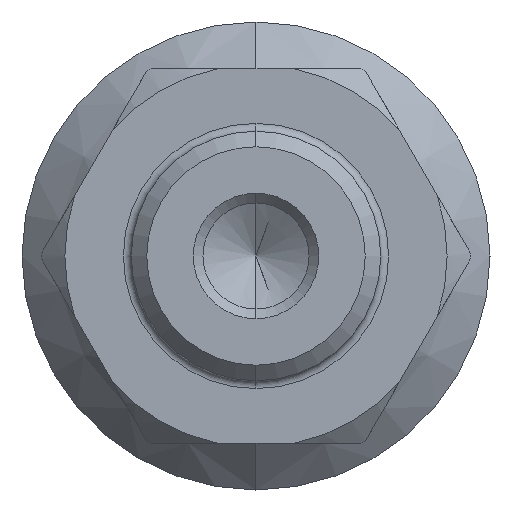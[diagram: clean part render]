
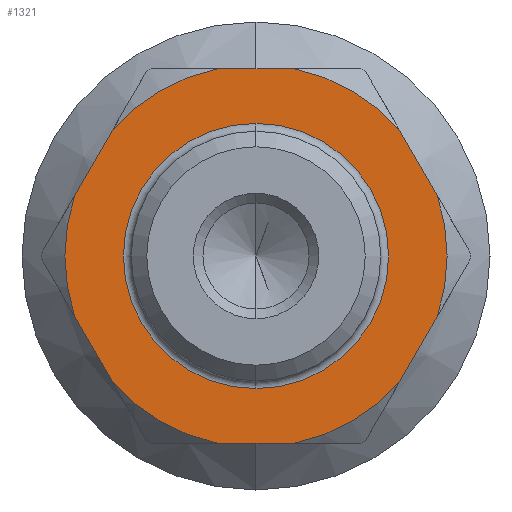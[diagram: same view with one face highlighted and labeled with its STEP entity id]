
A CAD part, left-side view. The second image highlights one B-rep face of the part: STEP entity #1321.
In plain terms, the highlighted planar face has unit normal (-1, 0, 0).
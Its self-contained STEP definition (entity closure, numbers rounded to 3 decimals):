
#6 = VERTEX_POINT ( 'NONE', #402 ) ;
#11 = DIRECTION ( 'NONE',  ( -1., 0., 0. ) ) ;
#13 = ORIENTED_EDGE ( 'NONE', *, *, #691, .T. ) ;
#16 = LINE ( 'NONE', #1404, #1328 ) ;
#22 = CIRCLE ( 'NONE', #615, 12.25 ) ;
#25 = VECTOR ( 'NONE', #1026, 1000. ) ;
#56 = CARTESIAN_POINT ( 'NONE',  ( -162., -11.623, 3.868 ) ) ;
#63 = CARTESIAN_POINT ( 'NONE',  ( -162., 0., 0. ) ) ;
#65 = EDGE_CURVE ( 'NONE', #1075, #1462, #1372, .T. ) ;
#78 = CARTESIAN_POINT ( 'NONE',  ( -162., 0., 0. ) ) ;
#83 = DIRECTION ( 'NONE',  ( 0., 0.5, -0.866 ) ) ;
#109 = AXIS2_PLACEMENT_3D ( 'NONE', #159, #1052, #287 ) ;
#136 = CIRCLE ( 'NONE', #1330, 8.5 ) ;
#159 = CARTESIAN_POINT ( 'NONE',  ( -162., 0., 0. ) ) ;
#181 = FACE_OUTER_BOUND ( 'NONE', #1607, .T. ) ;
#184 = DIRECTION ( 'NONE',  ( 0., 0., -1. ) ) ;
#193 = CARTESIAN_POINT ( 'NONE',  ( -162., -6.928, -12. ) ) ;
#196 = VERTEX_POINT ( 'NONE', #382 ) ;
#200 = DIRECTION ( 'NONE',  ( 0., -0.5, 0.866 ) ) ;
#202 = DIRECTION ( 'NONE',  ( 0., 0., -1. ) ) ;
#233 = VECTOR ( 'NONE', #668, 1000. ) ;
#234 = VERTEX_POINT ( 'NONE', #352 ) ;
#241 = ORIENTED_EDGE ( 'NONE', *, *, #848, .T. ) ;
#249 = EDGE_CURVE ( 'NONE', #1462, #964, #1027, .T. ) ;
#257 = ORIENTED_EDGE ( 'NONE', *, *, #1631, .T. ) ;
#287 = DIRECTION ( 'NONE',  ( 0., 0., -1. ) ) ;
#292 = CARTESIAN_POINT ( 'NONE',  ( -162., 0., -8.5 ) ) ;
#313 = EDGE_CURVE ( 'NONE', #633, #377, #412, .T. ) ;
#324 = CARTESIAN_POINT ( 'NONE',  ( -162., -11.623, -3.868 ) ) ;
#325 = CARTESIAN_POINT ( 'NONE',  ( -162., 13.75, 0. ) ) ;
#326 = CIRCLE ( 'NONE', #1382, 12.25 ) ;
#336 = ORIENTED_EDGE ( 'NONE', *, *, #1113, .T. ) ;
#349 = CIRCLE ( 'NONE', #109, 8.5 ) ;
#352 = CARTESIAN_POINT ( 'NONE',  ( -162., 11.623, -3.868 ) ) ;
#353 = CARTESIAN_POINT ( 'NONE',  ( -162., 9.161, 8.132 ) ) ;
#377 = VERTEX_POINT ( 'NONE', #324 ) ;
#379 = CARTESIAN_POINT ( 'NONE',  ( -162., 0., 0. ) ) ;
#382 = CARTESIAN_POINT ( 'NONE',  ( -162., 11.623, 3.868 ) ) ;
#393 = CARTESIAN_POINT ( 'NONE',  ( -162., -6.928, 12. ) ) ;
#402 = CARTESIAN_POINT ( 'NONE',  ( -162., 2.462, -12. ) ) ;
#409 = AXIS2_PLACEMENT_3D ( 'NONE', #63, #947, #184 ) ;
#412 = LINE ( 'NONE', #193, #752 ) ;
#415 = LINE ( 'NONE', #673, #1388 ) ;
#417 = CARTESIAN_POINT ( 'NONE',  ( -162., 2.462, 12. ) ) ;
#462 = CARTESIAN_POINT ( 'NONE',  ( -162., 0., 0. ) ) ;
#464 = FACE_BOUND ( 'NONE', #1326, .T. ) ;
#489 = ORIENTED_EDGE ( 'NONE', *, *, #65, .T. ) ;
#498 = EDGE_CURVE ( 'NONE', #1235, #1644, #16, .T. ) ;
#504 = DIRECTION ( 'NONE',  ( 0., 0., -1. ) ) ;
#531 = AXIS2_PLACEMENT_3D ( 'NONE', #927, #666, #1562 ) ;
#539 = DIRECTION ( 'NONE',  ( 0., -1., 0. ) ) ;
#556 = EDGE_CURVE ( 'NONE', #234, #1476, #1542, .T. ) ;
#561 = AXIS2_PLACEMENT_3D ( 'NONE', #605, #1498, #738 ) ;
#596 = DIRECTION ( 'NONE',  ( 0., 0., -1. ) ) ;
#602 = VERTEX_POINT ( 'NONE', #1128 ) ;
#605 = CARTESIAN_POINT ( 'NONE',  ( -162., 0., 0. ) ) ;
#607 = CARTESIAN_POINT ( 'NONE',  ( -162., -9.161, -8.132 ) ) ;
#615 = AXIS2_PLACEMENT_3D ( 'NONE', #78, #968, #202 ) ;
#629 = CARTESIAN_POINT ( 'NONE',  ( -162., 0., 8.5 ) ) ;
#633 = VERTEX_POINT ( 'NONE', #607 ) ;
#660 = ORIENTED_EDGE ( 'NONE', *, *, #1448, .T. ) ;
#666 = DIRECTION ( 'NONE',  ( -1., 0., 0. ) ) ;
#668 = DIRECTION ( 'NONE',  ( 0., -0.5, -0.866 ) ) ;
#673 = CARTESIAN_POINT ( 'NONE',  ( -162., 6.928, -12. ) ) ;
#691 = EDGE_CURVE ( 'NONE', #1476, #6, #750, .T. ) ;
#697 = AXIS2_PLACEMENT_3D ( 'NONE', #767, #11, #896 ) ;
#713 = DIRECTION ( 'NONE',  ( 1., 0., 0. ) ) ;
#724 = ORIENTED_EDGE ( 'NONE', *, *, #313, .T. ) ;
#738 = DIRECTION ( 'NONE',  ( 0., 0., -1. ) ) ;
#748 = VECTOR ( 'NONE', #83, 1000. ) ;
#750 = CIRCLE ( 'NONE', #561, 12.25 ) ;
#752 = VECTOR ( 'NONE', #200, 1000. ) ;
#767 = CARTESIAN_POINT ( 'NONE',  ( -162., 0., 0. ) ) ;
#815 = VERTEX_POINT ( 'NONE', #629 ) ;
#822 = ORIENTED_EDGE ( 'NONE', *, *, #1207, .T. ) ;
#830 = EDGE_CURVE ( 'NONE', #377, #1235, #1418, .T. ) ;
#848 = EDGE_CURVE ( 'NONE', #964, #196, #1379, .T. ) ;
#889 = CARTESIAN_POINT ( 'NONE',  ( -162., -9.161, 8.132 ) ) ;
#896 = DIRECTION ( 'NONE',  ( 0., 0., -1. ) ) ;
#927 = CARTESIAN_POINT ( 'NONE',  ( -162., 0., 0. ) ) ;
#947 = DIRECTION ( 'NONE',  ( -1., 0., 0. ) ) ;
#964 = VERTEX_POINT ( 'NONE', #353 ) ;
#968 = DIRECTION ( 'NONE',  ( -1., 0., 0. ) ) ;
#1026 = DIRECTION ( 'NONE',  ( 0., 1., 0. ) ) ;
#1027 = CIRCLE ( 'NONE', #531, 12.25 ) ;
#1052 = DIRECTION ( 'NONE',  ( 1., 0., 0. ) ) ;
#1071 = CIRCLE ( 'NONE', #409, 12.25 ) ;
#1075 = VERTEX_POINT ( 'NONE', #1312 ) ;
#1113 = EDGE_CURVE ( 'NONE', #1644, #1075, #1071, .T. ) ;
#1128 = CARTESIAN_POINT ( 'NONE',  ( -162., -2.462, -12. ) ) ;
#1207 = EDGE_CURVE ( 'NONE', #6, #602, #415, .T. ) ;
#1217 = ORIENTED_EDGE ( 'NONE', *, *, #1522, .T. ) ;
#1221 = ORIENTED_EDGE ( 'NONE', *, *, #830, .T. ) ;
#1233 = VERTEX_POINT ( 'NONE', #292 ) ;
#1235 = VERTEX_POINT ( 'NONE', #56 ) ;
#1245 = AXIS2_PLACEMENT_3D ( 'NONE', #325, #713, #1606 ) ;
#1275 = DIRECTION ( 'NONE',  ( -1., 0., 0. ) ) ;
#1306 = CARTESIAN_POINT ( 'NONE',  ( -162., 9.161, -8.132 ) ) ;
#1312 = CARTESIAN_POINT ( 'NONE',  ( -162., -2.462, 12. ) ) ;
#1321 = ADVANCED_FACE ( 'NONE', ( #464, #181 ), #1477, .F. ) ;
#1326 = EDGE_LOOP ( 'NONE', ( #1638, #660 ) ) ;
#1328 = VECTOR ( 'NONE', #1534, 1000. ) ;
#1330 = AXIS2_PLACEMENT_3D ( 'NONE', #462, #1362, #596 ) ;
#1362 = DIRECTION ( 'NONE',  ( 1., 0., 0. ) ) ;
#1372 = LINE ( 'NONE', #393, #25 ) ;
#1379 = LINE ( 'NONE', #1523, #748 ) ;
#1382 = AXIS2_PLACEMENT_3D ( 'NONE', #379, #1275, #504 ) ;
#1388 = VECTOR ( 'NONE', #539, 1000. ) ;
#1395 = ORIENTED_EDGE ( 'NONE', *, *, #249, .T. ) ;
#1396 = EDGE_CURVE ( 'NONE', #1233, #815, #136, .T. ) ;
#1404 = CARTESIAN_POINT ( 'NONE',  ( -162., -13.856, 0. ) ) ;
#1418 = CIRCLE ( 'NONE', #697, 12.25 ) ;
#1448 = EDGE_CURVE ( 'NONE', #815, #1233, #349, .T. ) ;
#1462 = VERTEX_POINT ( 'NONE', #417 ) ;
#1476 = VERTEX_POINT ( 'NONE', #1306 ) ;
#1477 = PLANE ( 'NONE',  #1245 ) ;
#1497 = ORIENTED_EDGE ( 'NONE', *, *, #498, .T. ) ;
#1498 = DIRECTION ( 'NONE',  ( -1., 0., 0. ) ) ;
#1522 = EDGE_CURVE ( 'NONE', #196, #234, #22, .T. ) ;
#1523 = CARTESIAN_POINT ( 'NONE',  ( -162., 6.928, 12. ) ) ;
#1534 = DIRECTION ( 'NONE',  ( 0., 0.5, 0.866 ) ) ;
#1542 = LINE ( 'NONE', #1563, #233 ) ;
#1562 = DIRECTION ( 'NONE',  ( 0., 0., -1. ) ) ;
#1563 = CARTESIAN_POINT ( 'NONE',  ( -162., 13.856, 0. ) ) ;
#1583 = ORIENTED_EDGE ( 'NONE', *, *, #556, .T. ) ;
#1606 = DIRECTION ( 'NONE',  ( 0., 0., -1. ) ) ;
#1607 = EDGE_LOOP ( 'NONE', ( #1497, #336, #489, #1395, #241, #1217, #1583, #13, #822, #257, #724, #1221 ) ) ;
#1631 = EDGE_CURVE ( 'NONE', #602, #633, #326, .T. ) ;
#1638 = ORIENTED_EDGE ( 'NONE', *, *, #1396, .T. ) ;
#1644 = VERTEX_POINT ( 'NONE', #889 ) ;
